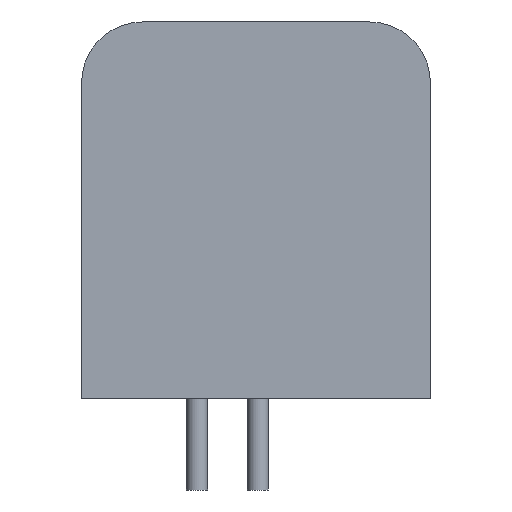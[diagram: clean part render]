
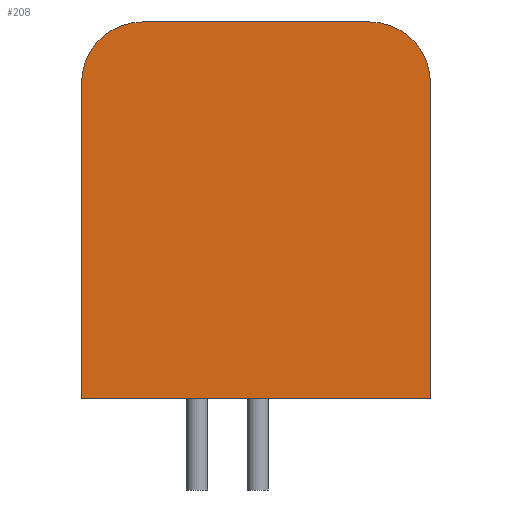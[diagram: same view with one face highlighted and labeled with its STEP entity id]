
A CAD part, left-side view. The second image highlights one B-rep face of the part: STEP entity #208.
In plain terms, the highlighted planar face has unit normal (-1, 0, 0).
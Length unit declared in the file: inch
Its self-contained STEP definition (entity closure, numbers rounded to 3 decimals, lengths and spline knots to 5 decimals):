
#208=ADVANCED_FACE('',(#240),#228,.T.);
#228=PLANE('',#442);
#240=FACE_OUTER_BOUND('',#249,.T.);
#249=EDGE_LOOP('',(#297,#298,#299,#300,#301,#302));
#281=CIRCLE('',#440,0.1);
#282=CIRCLE('',#441,0.1);
#297=ORIENTED_EDGE('',*,*,#381,.T.);
#298=ORIENTED_EDGE('',*,*,#382,.T.);
#299=ORIENTED_EDGE('',*,*,#383,.T.);
#300=ORIENTED_EDGE('',*,*,#384,.F.);
#301=ORIENTED_EDGE('',*,*,#385,.F.);
#302=ORIENTED_EDGE('',*,*,#386,.T.);
#357=VERTEX_POINT('',#566);
#358=VERTEX_POINT('',#567);
#359=VERTEX_POINT('',#569);
#360=VERTEX_POINT('',#571);
#361=VERTEX_POINT('',#573);
#362=VERTEX_POINT('',#575);
#381=EDGE_CURVE('',#357,#358,#411,.T.);
#382=EDGE_CURVE('',#358,#359,#281,.T.);
#383=EDGE_CURVE('',#359,#360,#412,.T.);
#384=EDGE_CURVE('',#361,#360,#413,.T.);
#385=EDGE_CURVE('',#362,#361,#414,.T.);
#386=EDGE_CURVE('',#362,#357,#282,.T.);
#411=LINE('',#565,#425);
#412=LINE('',#570,#426);
#413=LINE('',#572,#427);
#414=LINE('',#574,#428);
#425=VECTOR('',#478,1.);
#426=VECTOR('',#481,1.);
#427=VECTOR('',#482,1.);
#428=VECTOR('',#483,1.);
#440=AXIS2_PLACEMENT_3D('',#568,#479,#480);
#441=AXIS2_PLACEMENT_3D('',#576,#484,#485);
#442=AXIS2_PLACEMENT_3D('',#577,#486,#487);
#478=DIRECTION('',(0.,1.,0.));
#479=DIRECTION('',(-1.,0.,0.));
#480=DIRECTION('',(0.,-1.,0.));
#481=DIRECTION('',(0.,0.,-1.));
#482=DIRECTION('',(0.,1.,0.));
#483=DIRECTION('',(0.,0.,-1.));
#484=DIRECTION('',(-1.,0.,0.));
#485=DIRECTION('',(0.,-1.,0.));
#486=DIRECTION('',(-1.,0.,0.));
#487=DIRECTION('',(0.,-1.,0.));
#565=CARTESIAN_POINT('',(0.,0.,0.62));
#566=CARTESIAN_POINT('',(0.,0.1,0.62));
#567=CARTESIAN_POINT('',(0.,0.474,0.62));
#568=CARTESIAN_POINT('',(0.,0.474,0.52));
#569=CARTESIAN_POINT('',(0.,0.574,0.52));
#570=CARTESIAN_POINT('',(0.,0.574,0.62));
#571=CARTESIAN_POINT('',(0.,0.574,0.));
#572=CARTESIAN_POINT('',(0.,0.,0.));
#573=CARTESIAN_POINT('',(0.,0.,0.));
#574=CARTESIAN_POINT('',(0.,0.,0.62));
#575=CARTESIAN_POINT('',(0.,0.,0.52));
#576=CARTESIAN_POINT('',(0.,0.1,0.52));
#577=CARTESIAN_POINT('',(0.,0.,0.62));
